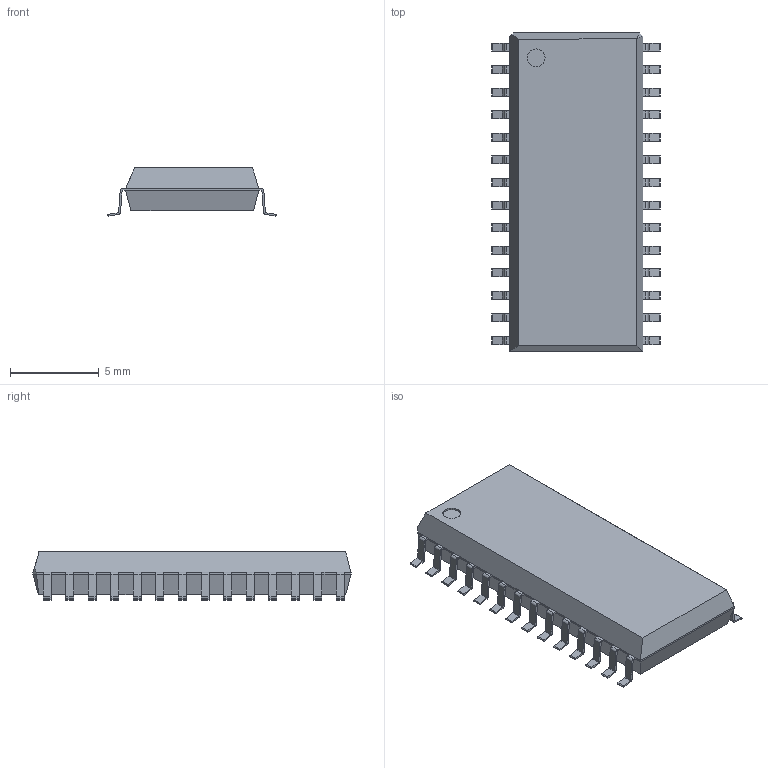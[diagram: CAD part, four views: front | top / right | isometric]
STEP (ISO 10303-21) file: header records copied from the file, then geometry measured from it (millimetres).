
FILE_DESCRIPTION(/* description */ (''),/* implementation_level */ '2;1');
FILE_NAME(/* name */ 'SOIC28-300.step',/* time_stamp */ '2021-08-20T21:06:30+03:00',/* author */ (''),/* organization */ (''),/* preprocessor_version */ 'ST-DEVELOPER v18.1',/* originating_system */ 'Autodesk Translation Framework v10.9.0.1377',/* authorisation */ '');
FILE_SCHEMA (('AUTOMOTIVE_DESIGN { 1 0 10303 214 3 1 1 }'));
Length unit declared in the file: millimetre
Products named in the file (3): SOIC28-300; PIN; Component1
Assembly tree (29 placements, depth 2):
  SOIC28-300
    PIN  x28
    Component1
Bounding box: 9.46 x 17.9 x 2.71 mm (x, y, z)
Volume: 305.6 mm3; surface area: 441.5 mm2
Topology: 29 solids, 29 shells, 469 faces, 1220 edges, 810 vertices
Faces by surface type: plane 300, cylinder 169
Full cylindrical faces by diameter (mm): 1 x1
Entity records: 1365 total; most frequent: DIRECTION 240, CARTESIAN_POINT 210, ORIENTED_EDGE 172, EDGE_CURVE 86, AXIS2_PLACEMENT_3D 84, LINE 72, VECTOR 72, VERTEX_POINT 54
